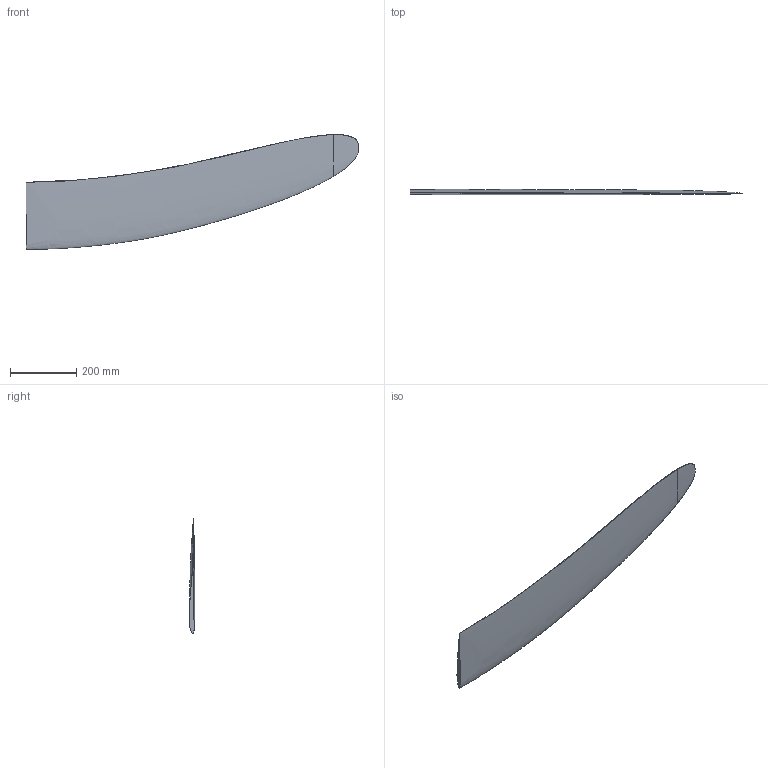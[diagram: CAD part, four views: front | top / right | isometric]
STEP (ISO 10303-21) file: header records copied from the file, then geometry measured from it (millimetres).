
FILE_DESCRIPTION (( 'STEP AP214' ), '1' );
FILE_NAME ('OpenWing_Clean Volume.STEP', '2023-06-12T19:51:01', ( '' ), ( '' ), 'SwSTEP 2.0', 'SolidWorks 2020', '' );
FILE_SCHEMA (( 'AUTOMOTIVE_DESIGN' ));
Length unit declared in the file: millimetre
Products named in the file (1): OpenWing_Clean Volume
Bounding box: 1000 x 16.54 x 345.99 mm (x, y, z)
Volume: 1786962 mm3; surface area: 369961.1 mm2
Topology: 1 solids, 1 shells, 6 faces, 13 edges, 9 vertices
Faces by surface type: bspline 4, plane 2
Entity records: 10565 total; most frequent: CARTESIAN_POINT 10427, ORIENTED_EDGE 26, EDGE_CURVE 13, B_SPLINE_CURVE_WITH_KNOTS 10, DIRECTION 9, VERTEX_POINT 9, ADVANCED_FACE 6, EDGE_LOOP 6
